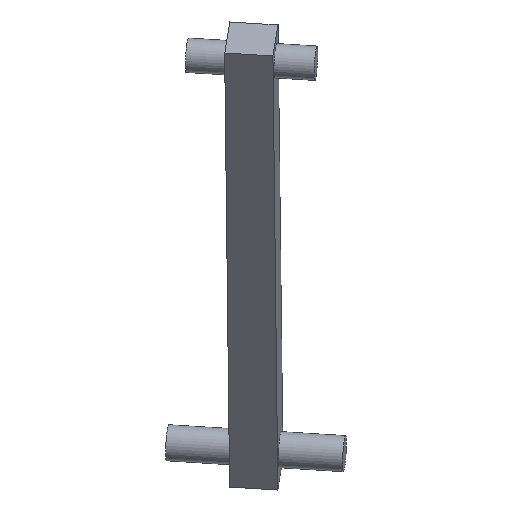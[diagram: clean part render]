
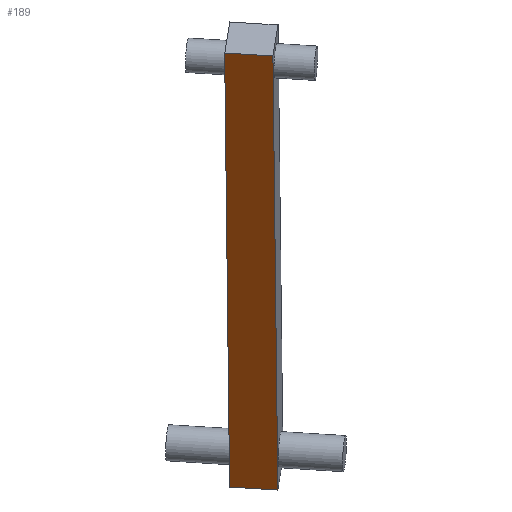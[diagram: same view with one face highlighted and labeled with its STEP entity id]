
A CAD part, isometric view. The second image highlights one B-rep face of the part: STEP entity #189.
In plain terms, the highlighted planar face has unit normal (-0.776, -0.626, -0.082).
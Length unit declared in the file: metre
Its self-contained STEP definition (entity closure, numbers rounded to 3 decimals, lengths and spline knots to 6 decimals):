
#26=LINE('',#304,#38);
#31=LINE('',#314,#43);
#33=LINE('',#318,#45);
#34=LINE('',#320,#46);
#38=VECTOR('',#245,1.);
#43=VECTOR('',#254,1.);
#45=VECTOR('',#258,1.);
#46=VECTOR('',#259,1.);
#62=ORIENTED_EDGE('',*,*,#92,.F.);
#63=ORIENTED_EDGE('',*,*,#97,.F.);
#64=ORIENTED_EDGE('',*,*,#99,.T.);
#65=ORIENTED_EDGE('',*,*,#100,.F.);
#92=EDGE_CURVE('',#112,#113,#26,.T.);
#97=EDGE_CURVE('',#116,#112,#31,.T.);
#99=EDGE_CURVE('',#116,#117,#33,.T.);
#100=EDGE_CURVE('',#113,#117,#34,.T.);
#112=VERTEX_POINT('',#303);
#113=VERTEX_POINT('',#305);
#116=VERTEX_POINT('',#315);
#117=VERTEX_POINT('',#319);
#137=EDGE_LOOP('',(#62,#63,#64,#65));
#159=FACE_BOUND('',#137,.T.);
#179=PLANE('',#218);
#189=ADVANCED_FACE('',(#159),#179,.T.);
#218=AXIS2_PLACEMENT_3D('',#317,#256,#257);
#245=DIRECTION('',(-0.064,-0.051,0.997));
#254=DIRECTION('',(-0.628,0.778,0.));
#256=DIRECTION('',(-0.776,-0.626,-0.082));
#257=DIRECTION('',(-0.064,-0.051,0.997));
#258=DIRECTION('',(-0.064,-0.051,0.997));
#259=DIRECTION('',(0.628,-0.778,0.));
#303=CARTESIAN_POINT('',(-0.019979,0.003166,0.079057));
#304=CARTESIAN_POINT('',(-0.019979,0.003166,0.079057));
#305=CARTESIAN_POINT('',(-0.042285,-0.014836,0.427881));
#314=CARTESIAN_POINT('',(-0.010559,-0.008507,0.079057));
#315=CARTESIAN_POINT('',(-0.001139,-0.02018,0.079057));
#317=CARTESIAN_POINT('',(-0.010559,-0.008507,0.079057));
#318=CARTESIAN_POINT('',(-0.013885,-0.030467,0.278385));
#319=CARTESIAN_POINT('',(-0.023445,-0.038182,0.427881));
#320=CARTESIAN_POINT('',(-0.032865,-0.026509,0.427881));
